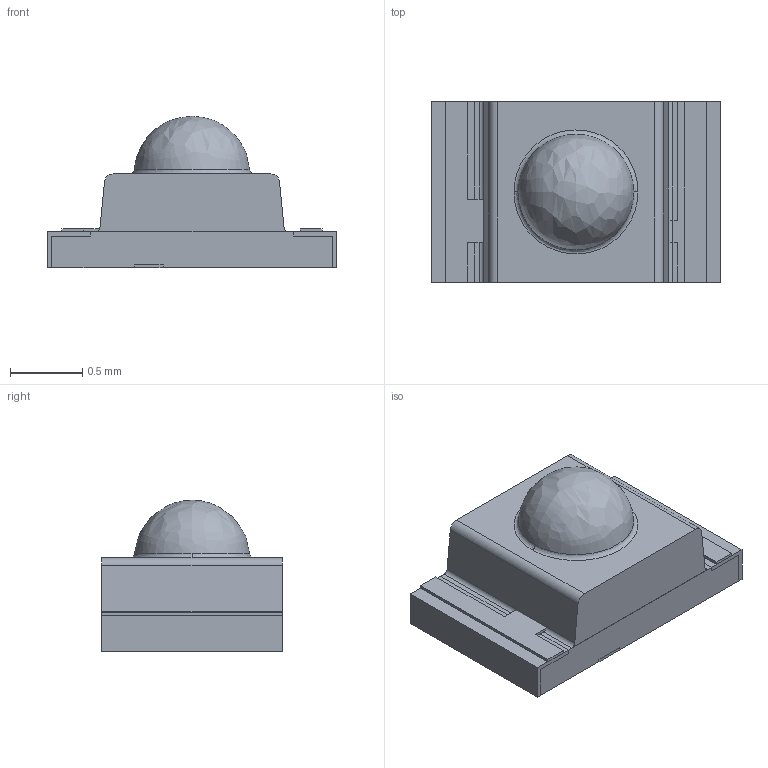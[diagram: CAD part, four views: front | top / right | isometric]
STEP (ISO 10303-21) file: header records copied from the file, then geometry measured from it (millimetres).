
FILE_DESCRIPTION (( 'STEP AP214' ), '1' );
FILE_NAME ('APTD2012LCGCK.STEP', '2023-01-30T18:55:18', ( 'ADMIN' ), ( '' ), 'SwSTEP 2.0', 'SolidWorks 2016', '' );
FILE_SCHEMA (( 'AUTOMOTIVE_DESIGN' ));
Length unit declared in the file: millimetre
Products named in the file (1): APTD2012LCGCK
Bounding box: 2 x 1.25 x 1.05 mm (x, y, z)
Volume: 1.4 mm3; surface area: 18.1 mm2
Topology: 7 solids, 7 shells, 97 faces, 246 edges, 164 vertices
Faces by surface type: plane 90, cylinder 4, bspline 3
Entity records: 3043 total; most frequent: CARTESIAN_POINT 607, ORIENTED_EDGE 492, DIRECTION 446, EDGE_CURVE 246, VECTOR 232, LINE 232, VERTEX_POINT 164, AXIS2_PLACEMENT_3D 107
